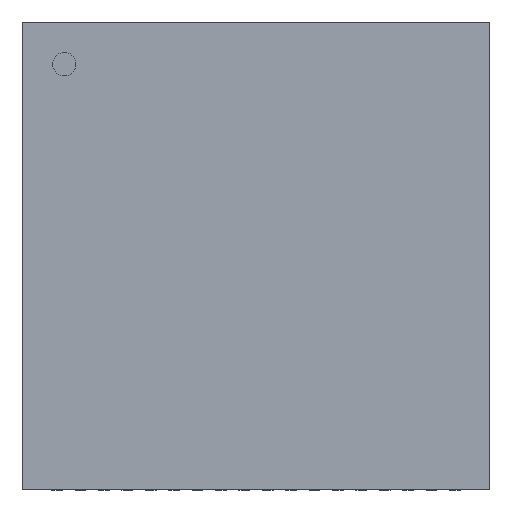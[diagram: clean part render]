
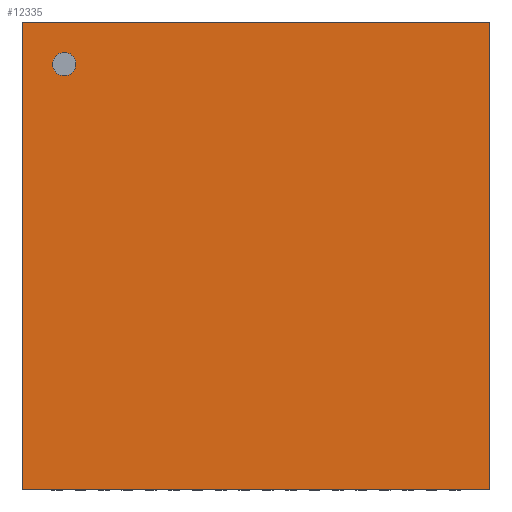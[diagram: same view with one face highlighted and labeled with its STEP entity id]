
A CAD part, top view. The second image highlights one B-rep face of the part: STEP entity #12335.
In plain terms, the highlighted planar face has unit normal (0, 0, 1).
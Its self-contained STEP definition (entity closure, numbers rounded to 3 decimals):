
#891=LINE('',#19157,#2355);
#892=LINE('',#19159,#2356);
#893=LINE('',#19161,#2357);
#894=LINE('',#19162,#2358);
#2355=VECTOR('',#15488,10.);
#2356=VECTOR('',#15489,10.);
#2357=VECTOR('',#15490,10.);
#2358=VECTOR('',#15491,10.);
#3313=PLANE('',#13294);
#3687=FACE_BOUND('',#4719,.T.);
#3980=FACE_OUTER_BOUND('',#4718,.T.);
#4718=EDGE_LOOP('',(#9833,#9834,#9835,#9836));
#4719=EDGE_LOOP('',(#9837));
#5167=CIRCLE('',#12859,0.25);
#5459=VERTEX_POINT('',#17414);
#6040=VERTEX_POINT('',#19155);
#6041=VERTEX_POINT('',#19156);
#6042=VERTEX_POINT('',#19158);
#6043=VERTEX_POINT('',#19160);
#6631=EDGE_CURVE('',#5459,#5459,#5167,.T.);
#7500=EDGE_CURVE('',#6040,#6041,#891,.T.);
#7501=EDGE_CURVE('',#6042,#6040,#892,.T.);
#7502=EDGE_CURVE('',#6043,#6042,#893,.T.);
#7503=EDGE_CURVE('',#6041,#6043,#894,.T.);
#9833=ORIENTED_EDGE('',*,*,#7500,.F.);
#9834=ORIENTED_EDGE('',*,*,#7501,.F.);
#9835=ORIENTED_EDGE('',*,*,#7502,.F.);
#9836=ORIENTED_EDGE('',*,*,#7503,.F.);
#9837=ORIENTED_EDGE('',*,*,#6631,.T.);
#12335=ADVANCED_FACE('',(#3980,#3687),#3313,.F.);
#12859=AXIS2_PLACEMENT_3D('',#17415,#13892,#13893);
#13294=AXIS2_PLACEMENT_3D('',#19154,#15486,#15487);
#13892=DIRECTION('center_axis',(0.,0.,-1.));
#13893=DIRECTION('ref_axis',(1.,0.,0.));
#15486=DIRECTION('center_axis',(0.,0.,-1.));
#15487=DIRECTION('ref_axis',(0.,1.,0.));
#15488=DIRECTION('',(1.,0.,0.));
#15489=DIRECTION('',(0.,1.,0.));
#15490=DIRECTION('',(-1.,0.,0.));
#15491=DIRECTION('',(0.,-1.,0.));
#17414=CARTESIAN_POINT('',(-3.85,4.1,1.));
#17415=CARTESIAN_POINT('Origin',(-4.1,4.1,1.));
#19154=CARTESIAN_POINT('Origin',(0.,0.,1.));
#19155=CARTESIAN_POINT('',(-5.,5.,1.));
#19156=CARTESIAN_POINT('',(5.,5.,1.));
#19157=CARTESIAN_POINT('',(0.,5.,1.));
#19158=CARTESIAN_POINT('',(-5.,-5.,1.));
#19159=CARTESIAN_POINT('',(-5.,0.,1.));
#19160=CARTESIAN_POINT('',(5.,-5.,1.));
#19161=CARTESIAN_POINT('',(0.,-5.,1.));
#19162=CARTESIAN_POINT('',(5.,0.,1.));
